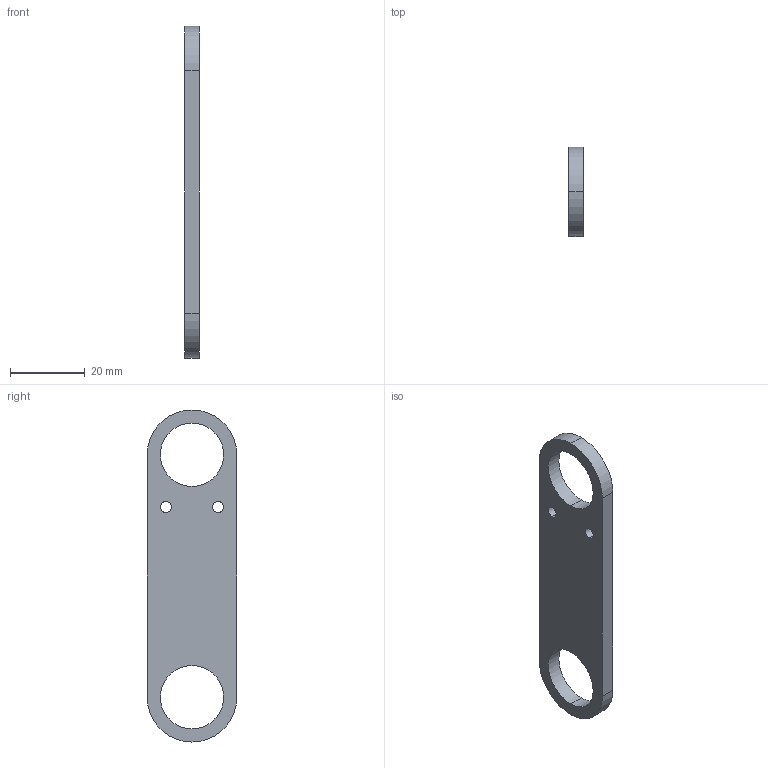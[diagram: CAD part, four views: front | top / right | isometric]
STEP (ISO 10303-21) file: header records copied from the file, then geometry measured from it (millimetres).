
FILE_DESCRIPTION (( 'STEP AP203' ), '1' );
FILE_NAME ('1005.STEP', '2018-10-06T13:12:49', ( '' ), ( '' ), 'SwSTEP 2.0', 'SolidWorks 2016', '' );
FILE_SCHEMA (( 'CONFIG_CONTROL_DESIGN' ));
Length unit declared in the file: millimetre
Products named in the file (1): 1005
Bounding box: 4 x 24 x 89 mm (x, y, z)
Volume: 6177.2 mm3; surface area: 4412.8 mm2
Topology: 1 solids, 1 shells, 15 faces, 39 edges, 26 vertices
Faces by surface type: cylinder 11, plane 4
Entity records: 568 total; most frequent: DIRECTION 93, CARTESIAN_POINT 81, ORIENTED_EDGE 78, EDGE_CURVE 39, AXIS2_PLACEMENT_3D 38, VERTEX_POINT 26, EDGE_LOOP 23, CIRCLE 22
